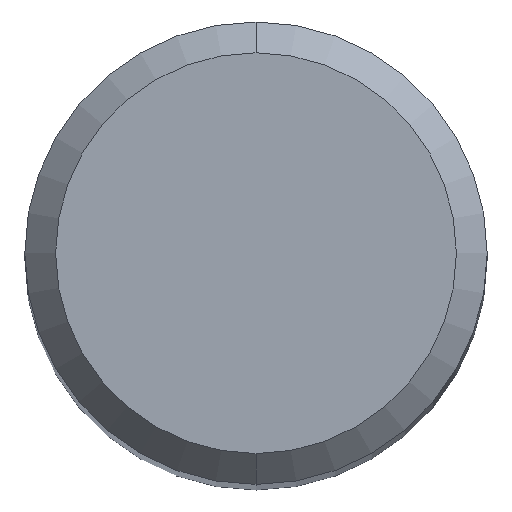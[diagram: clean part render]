
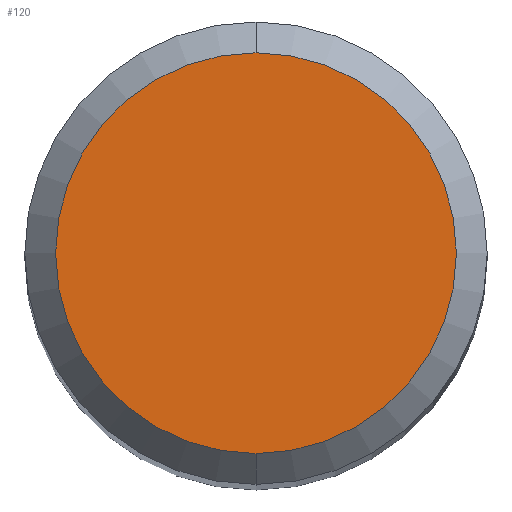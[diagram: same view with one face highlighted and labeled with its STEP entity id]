
A CAD part, top view. The second image highlights one B-rep face of the part: STEP entity #120.
In plain terms, the highlighted planar face has unit normal (0, 0, 1).
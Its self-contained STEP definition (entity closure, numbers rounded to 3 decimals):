
#100=EDGE_CURVE('',#114,#134,#225,.T.);
#114=VERTEX_POINT('',#241);
#120=ADVANCED_FACE('',(#247),#248,.T.);
#134=VERTEX_POINT('',#263);
#180=EDGE_CURVE('',#134,#114,#317,.T.);
#225=CIRCLE('',#363,2.6);
#241=CARTESIAN_POINT('',(0.,-2.6,0.0));
#247=FACE_OUTER_BOUND('',#389,.T.);
#248=PLANE('',#390);
#263=CARTESIAN_POINT('',(0.0,2.6,0.0));
#317=CIRCLE('',#475,2.6);
#363=AXIS2_PLACEMENT_3D('',#503,#504,#505);
#389=EDGE_LOOP('',(#527,#528));
#390=AXIS2_PLACEMENT_3D('',#529,#530,#531);
#475=AXIS2_PLACEMENT_3D('',#621,#622,#623);
#503=CARTESIAN_POINT('',(0.0,0.0,0.0));
#504=DIRECTION('',(0.0,0.0,-1.0));
#505=DIRECTION('',(0.0,1.0,0.0));
#527=ORIENTED_EDGE('',*,*,#180,.F.);
#528=ORIENTED_EDGE('',*,*,#100,.F.);
#529=CARTESIAN_POINT('',(0.0,1.3,0.0));
#530=DIRECTION('',(-0.0,0.0,1.0));
#531=DIRECTION('',(0.0,-1.0,0.0));
#621=CARTESIAN_POINT('',(0.0,0.0,0.0));
#622=DIRECTION('',(0.0,0.0,-1.0));
#623=DIRECTION('',(0.0,1.0,0.0));
